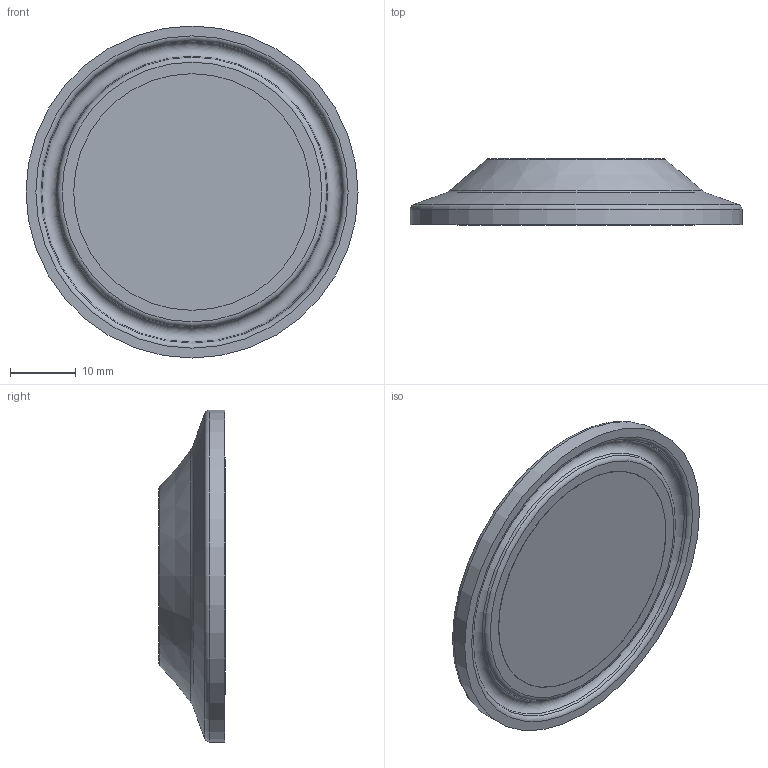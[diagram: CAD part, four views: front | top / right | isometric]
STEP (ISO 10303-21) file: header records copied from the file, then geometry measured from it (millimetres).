
FILE_DESCRIPTION(/* description */ (''),/* implementation_level */ '2;1');
FILE_NAME(/* name */ '31324W.stp',/* time_stamp */ '2018-02-05T12:28:09+01:00',/* author */ ('acgl'),/* organization */ (''),/* preprocessor_version */ 'ST-DEVELOPER v15.6',/* originating_system */ 'Autodesk Inventor 2015',/* authorisation */ '');
FILE_SCHEMA (('AUTOMOTIVE_DESIGN { 1 0 10303 214 3 1 1 }'));
Length unit declared in the file: centimetre
Products named in the file (1): 31324W
Bounding box: 50.5 x 10.05 x 50.5 mm (x, y, z)
Volume: 12874.4 mm3; surface area: 4929.7 mm2
Topology: 1 solids, 1 shells, 20 faces, 33 edges, 19 vertices
Faces by surface type: plane 6, torus 6, cone 4, cylinder 4
Full cylindrical faces by diameter (mm): 5.5 x1, 10.1 x1, 36 x1, 50.5 x1
Entity records: 452 total; most frequent: DIRECTION 80, CARTESIAN_POINT 59, AXIS2_PLACEMENT_3D 40, EDGE_LOOP 38, ORIENTED_EDGE 38, STYLED_ITEM 21, FACE_OUTER_BOUND 20, ADVANCED_FACE 20
